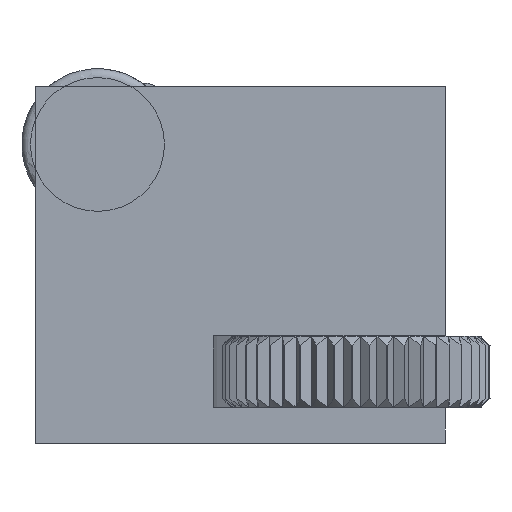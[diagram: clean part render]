
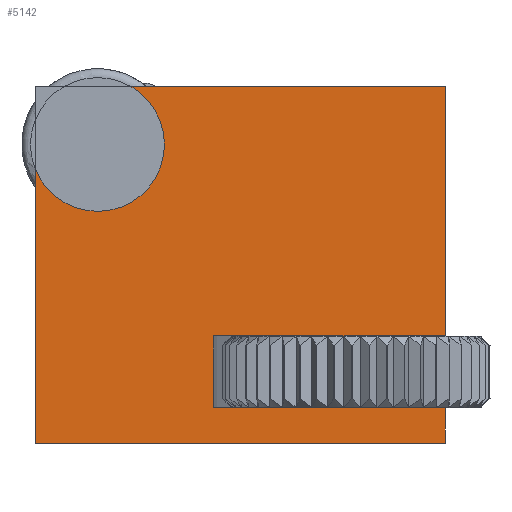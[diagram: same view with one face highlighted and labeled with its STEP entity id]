
A CAD part, left-side view. The second image highlights one B-rep face of the part: STEP entity #5142.
In plain terms, the highlighted face is planar.
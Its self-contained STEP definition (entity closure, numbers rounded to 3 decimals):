
#451=FACE_OUTER_BOUND('',#796,.T.);
#796=EDGE_LOOP('',(#3319,#3320,#3321,#3322,#3323,#3324,#3325,#3326,#3327));
#1149=CIRCLE('',#5644,3.75);
#1411=LINE('',#7873,#1733);
#1412=LINE('',#7875,#1734);
#1413=LINE('',#7877,#1735);
#1414=LINE('',#7879,#1736);
#1415=LINE('',#7881,#1737);
#1416=LINE('',#7883,#1738);
#1417=LINE('',#7885,#1739);
#1418=LINE('',#7886,#1740);
#1733=VECTOR('',#6293,10.);
#1734=VECTOR('',#6294,10.);
#1735=VECTOR('',#6295,10.);
#1736=VECTOR('',#6296,10.);
#1737=VECTOR('',#6297,10.);
#1738=VECTOR('',#6298,10.);
#1739=VECTOR('',#6299,10.);
#1740=VECTOR('',#6300,10.);
#2045=VERTEX_POINT('',#7786);
#2055=VERTEX_POINT('',#7834);
#2059=VERTEX_POINT('',#7872);
#2060=VERTEX_POINT('',#7874);
#2061=VERTEX_POINT('',#7876);
#2062=VERTEX_POINT('',#7878);
#2063=VERTEX_POINT('',#7880);
#2064=VERTEX_POINT('',#7882);
#2065=VERTEX_POINT('',#7884);
#2522=EDGE_CURVE('',#2045,#2055,#1149,.T.);
#2523=EDGE_CURVE('',#2045,#2059,#1411,.T.);
#2524=EDGE_CURVE('',#2060,#2059,#1412,.T.);
#2525=EDGE_CURVE('',#2061,#2060,#1413,.T.);
#2526=EDGE_CURVE('',#2061,#2062,#1414,.T.);
#2527=EDGE_CURVE('',#2062,#2063,#1415,.T.);
#2528=EDGE_CURVE('',#2063,#2064,#1416,.T.);
#2529=EDGE_CURVE('',#2064,#2065,#1417,.T.);
#2530=EDGE_CURVE('',#2055,#2065,#1418,.T.);
#3319=ORIENTED_EDGE('',*,*,#2522,.F.);
#3320=ORIENTED_EDGE('',*,*,#2523,.T.);
#3321=ORIENTED_EDGE('',*,*,#2524,.F.);
#3322=ORIENTED_EDGE('',*,*,#2525,.F.);
#3323=ORIENTED_EDGE('',*,*,#2526,.T.);
#3324=ORIENTED_EDGE('',*,*,#2527,.T.);
#3325=ORIENTED_EDGE('',*,*,#2528,.T.);
#3326=ORIENTED_EDGE('',*,*,#2529,.T.);
#3327=ORIENTED_EDGE('',*,*,#2530,.F.);
#4871=PLANE('',#5643);
#5142=ADVANCED_FACE('',(#451),#4871,.T.);
#5643=AXIS2_PLACEMENT_3D('',#7870,#6289,#6290);
#5644=AXIS2_PLACEMENT_3D('',#7871,#6291,#6292);
#6289=DIRECTION('center_axis',(0.,-1.,0.));
#6290=DIRECTION('ref_axis',(0.,0.,-1.));
#6291=DIRECTION('center_axis',(0.,-1.,0.));
#6292=DIRECTION('ref_axis',(0.,0.,1.));
#6293=DIRECTION('',(1.,0.,0.));
#6294=DIRECTION('',(0.,0.,-1.));
#6295=DIRECTION('',(1.,0.,0.));
#6296=DIRECTION('',(0.,0.,-1.));
#6297=DIRECTION('',(-1.,0.,0.));
#6298=DIRECTION('',(0.,0.,1.));
#6299=DIRECTION('',(-1.,0.,0.));
#6300=DIRECTION('',(0.,0.,1.));
#7786=CARTESIAN_POINT('',(4.596,0.,0.));
#7834=CARTESIAN_POINT('',(0.,0.,5.371));
#7870=CARTESIAN_POINT('Origin',(0.,0.,23.));
#7871=CARTESIAN_POINT('Origin',(3.25,0.,3.5));
#7872=CARTESIAN_POINT('',(20.,0.,0.));
#7873=CARTESIAN_POINT('',(0.,0.,0.));
#7874=CARTESIAN_POINT('',(20.,0.,23.));
#7875=CARTESIAN_POINT('',(20.,0.,0.));
#7876=CARTESIAN_POINT('',(18.,0.,23.));
#7877=CARTESIAN_POINT('',(0.,0.,23.));
#7878=CARTESIAN_POINT('',(18.,0.,10.));
#7879=CARTESIAN_POINT('',(18.,0.,19.686));
#7880=CARTESIAN_POINT('',(13.98,0.,10.));
#7881=CARTESIAN_POINT('',(7.995,0.,10.));
#7882=CARTESIAN_POINT('',(13.98,0.,23.));
#7883=CARTESIAN_POINT('',(13.98,0.,19.686));
#7884=CARTESIAN_POINT('',(0.,0.,23.));
#7885=CARTESIAN_POINT('',(0.,0.,23.));
#7886=CARTESIAN_POINT('',(0.,0.,0.));
